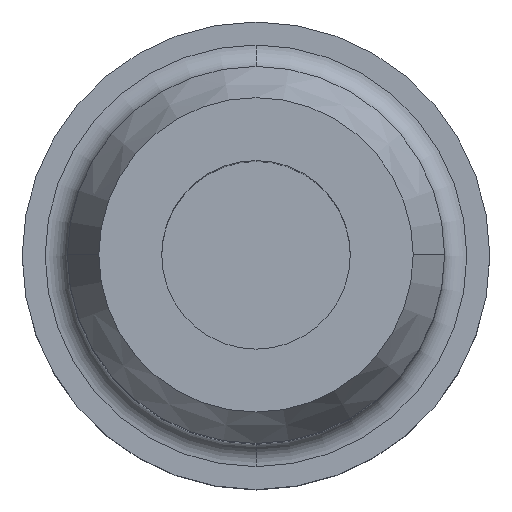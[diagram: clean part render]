
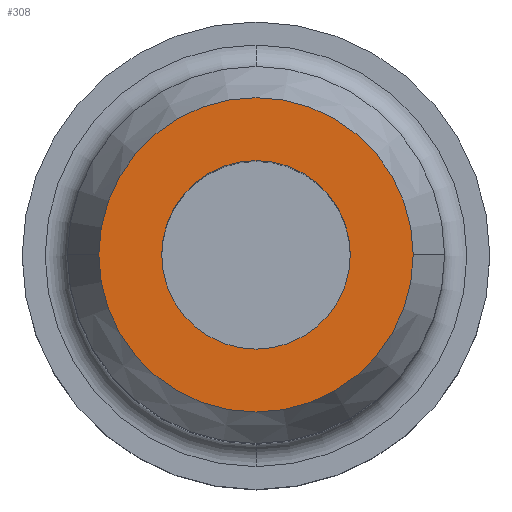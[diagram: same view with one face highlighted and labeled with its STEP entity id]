
A CAD part, top view. The second image highlights one B-rep face of the part: STEP entity #308.
In plain terms, the highlighted planar face has unit normal (0, 0, 1).
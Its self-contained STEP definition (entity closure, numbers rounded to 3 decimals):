
#2 = DIRECTION ( 'NONE',  ( 0., 0., -1. ) ) ;
#33 = CARTESIAN_POINT ( 'NONE',  ( 0., 0., 101.6 ) ) ;
#60 = VERTEX_POINT ( 'NONE', #217 ) ;
#71 = DIRECTION ( 'NONE',  ( 0., 0., -1. ) ) ;
#79 = EDGE_LOOP ( 'NONE', ( #326, #466 ) ) ;
#107 = CARTESIAN_POINT ( 'NONE',  ( 21.175, 0., 101.6 ) ) ;
#217 = CARTESIAN_POINT ( 'NONE',  ( 12.7, 0., 101.6 ) ) ;
#247 = EDGE_LOOP ( 'NONE', ( #993, #852 ) ) ;
#262 = AXIS2_PLACEMENT_3D ( 'NONE', #33, #1004, #899 ) ;
#264 = VERTEX_POINT ( 'NONE', #416 ) ;
#275 = FACE_OUTER_BOUND ( 'NONE', #79, .T. ) ;
#277 = VERTEX_POINT ( 'NONE', #107 ) ;
#308 = ADVANCED_FACE ( 'NONE', ( #571, #275 ), #520, .T. ) ;
#313 = CARTESIAN_POINT ( 'NONE',  ( 0., 21.175, 101.6 ) ) ;
#326 = ORIENTED_EDGE ( 'NONE', *, *, #426, .F. ) ;
#356 = EDGE_CURVE ( 'NONE', #60, #1268, #894, .T. ) ;
#372 = AXIS2_PLACEMENT_3D ( 'NONE', #582, #1112, #1235 ) ;
#404 = DIRECTION ( 'NONE',  ( -1., 0., 0. ) ) ;
#416 = CARTESIAN_POINT ( 'NONE',  ( -21.175, 0., 101.6 ) ) ;
#426 = EDGE_CURVE ( 'NONE', #264, #277, #720, .T. ) ;
#446 = AXIS2_PLACEMENT_3D ( 'NONE', #1276, #2, #1287 ) ;
#466 = ORIENTED_EDGE ( 'NONE', *, *, #1354, .F. ) ;
#490 = CIRCLE ( 'NONE', #262, 12.7 ) ;
#520 = PLANE ( 'NONE',  #930 ) ;
#571 = FACE_BOUND ( 'NONE', #247, .T. ) ;
#582 = CARTESIAN_POINT ( 'NONE',  ( 0., 0., 101.6 ) ) ;
#632 = DIRECTION ( 'NONE',  ( 1., 0., 0. ) ) ;
#720 = CIRCLE ( 'NONE', #372, 21.175 ) ;
#732 = EDGE_CURVE ( 'NONE', #1268, #60, #490, .T. ) ;
#777 = CARTESIAN_POINT ( 'NONE',  ( -12.7, 0., 101.6 ) ) ;
#852 = ORIENTED_EDGE ( 'NONE', *, *, #356, .T. ) ;
#894 = CIRCLE ( 'NONE', #446, 12.7 ) ;
#899 = DIRECTION ( 'NONE',  ( -1., 0., 0. ) ) ;
#909 = AXIS2_PLACEMENT_3D ( 'NONE', #1348, #71, #404 ) ;
#930 = AXIS2_PLACEMENT_3D ( 'NONE', #313, #1261, #632 ) ;
#944 = CIRCLE ( 'NONE', #909, 21.175 ) ;
#993 = ORIENTED_EDGE ( 'NONE', *, *, #732, .T. ) ;
#1004 = DIRECTION ( 'NONE',  ( 0., 0., -1. ) ) ;
#1112 = DIRECTION ( 'NONE',  ( 0., 0., -1. ) ) ;
#1235 = DIRECTION ( 'NONE',  ( -1., 0., 0. ) ) ;
#1261 = DIRECTION ( 'NONE',  ( 0., 0., 1. ) ) ;
#1268 = VERTEX_POINT ( 'NONE', #777 ) ;
#1276 = CARTESIAN_POINT ( 'NONE',  ( 0., 0., 101.6 ) ) ;
#1287 = DIRECTION ( 'NONE',  ( -1., 0., 0. ) ) ;
#1348 = CARTESIAN_POINT ( 'NONE',  ( 0., 0., 101.6 ) ) ;
#1354 = EDGE_CURVE ( 'NONE', #277, #264, #944, .T. ) ;
